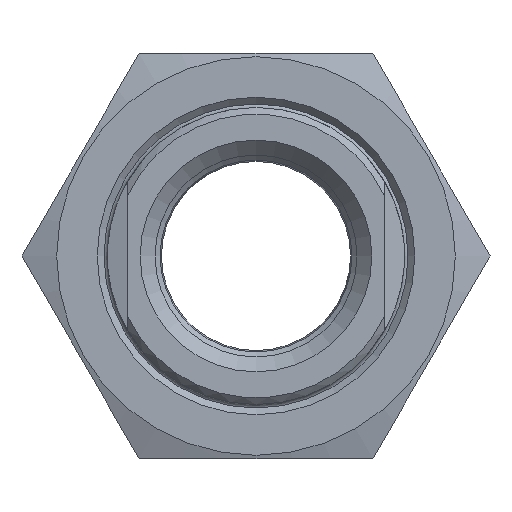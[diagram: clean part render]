
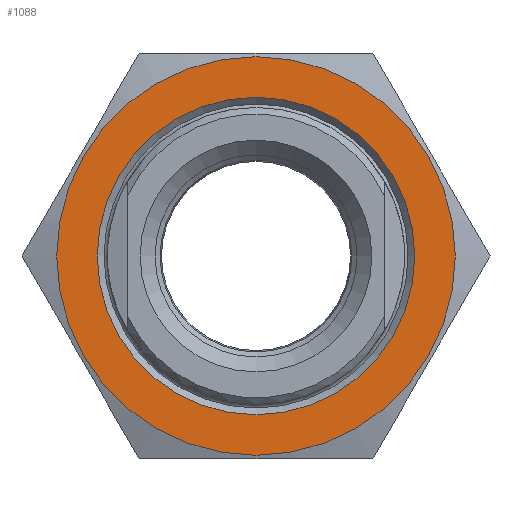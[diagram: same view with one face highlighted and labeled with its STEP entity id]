
A CAD part, left-side view. The second image highlights one B-rep face of the part: STEP entity #1088.
In plain terms, the highlighted planar face has unit normal (-1, 0, 0).
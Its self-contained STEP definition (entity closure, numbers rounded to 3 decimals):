
#75=FACE_BOUND('',#208,.T.);
#91=PLANE('',#1240);
#136=FACE_OUTER_BOUND('',#207,.T.);
#207=EDGE_LOOP('',(#782));
#208=EDGE_LOOP('',(#783));
#382=CIRCLE('',#1230,14.75);
#383=CIRCLE('',#1235,11.75);
#479=VERTEX_POINT('',#1839);
#480=VERTEX_POINT('',#1850);
#589=EDGE_CURVE('',#479,#479,#382,.T.);
#594=EDGE_CURVE('',#480,#480,#383,.T.);
#782=ORIENTED_EDGE('',*,*,#589,.T.);
#783=ORIENTED_EDGE('',*,*,#594,.F.);
#1088=ADVANCED_FACE('',(#136,#75),#91,.F.);
#1230=AXIS2_PLACEMENT_3D('',#1841,#1414,#1415);
#1235=AXIS2_PLACEMENT_3D('',#1851,#1428,#1429);
#1240=AXIS2_PLACEMENT_3D('',#1861,#1440,#1441);
#1414=DIRECTION('center_axis',(-1.,0.,0.));
#1415=DIRECTION('ref_axis',(0.,1.,0.));
#1428=DIRECTION('center_axis',(-1.,0.,0.));
#1429=DIRECTION('ref_axis',(0.,-1.,0.));
#1440=DIRECTION('center_axis',(1.,0.,0.));
#1441=DIRECTION('ref_axis',(0.,0.,-1.));
#1839=CARTESIAN_POINT('',(-15.,-14.75,0.));
#1841=CARTESIAN_POINT('Origin',(-15.,0.,0.));
#1850=CARTESIAN_POINT('',(-15.,11.75,0.));
#1851=CARTESIAN_POINT('Origin',(-15.,0.,0.));
#1861=CARTESIAN_POINT('Origin',(-15.,0.,0.));
